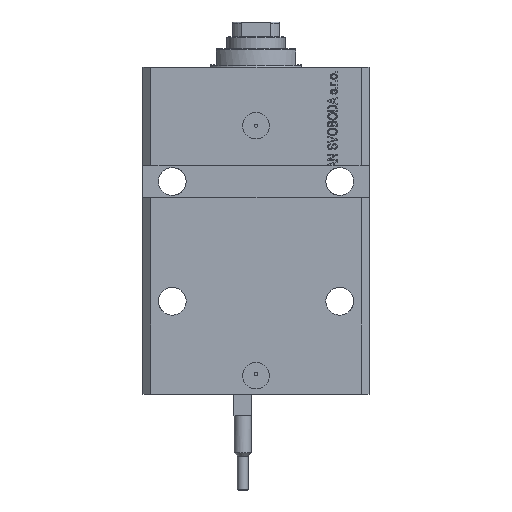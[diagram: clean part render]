
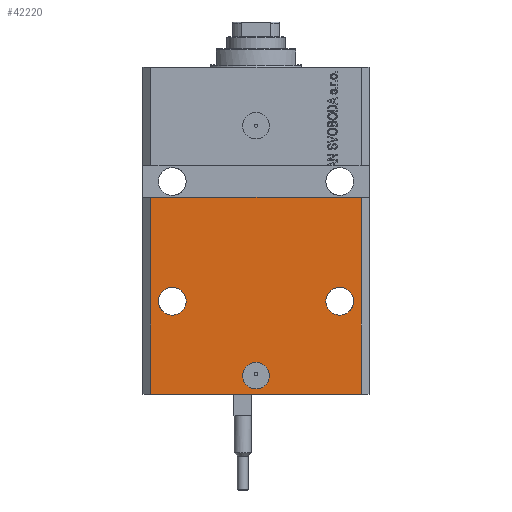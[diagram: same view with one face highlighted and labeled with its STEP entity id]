
A CAD part, front view. The second image highlights one B-rep face of the part: STEP entity #42220.
In plain terms, the highlighted planar face has unit normal (0, -1, 0).
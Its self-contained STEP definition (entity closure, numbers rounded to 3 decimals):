
#1402 = CIRCLE ( 'NONE', #30147, 5.25 ) ;
#1528 = CARTESIAN_POINT ( 'NONE',  ( 0., -31.5, -116. ) ) ;
#1702 = CARTESIAN_POINT ( 'NONE',  ( 26.25, -31.5, -88. ) ) ;
#1718 = PLANE ( 'NONE',  #34003 ) ;
#1763 = CARTESIAN_POINT ( 'NONE',  ( 31.5, -31.5, -88. ) ) ;
#2096 = AXIS2_PLACEMENT_3D ( 'NONE', #23677, #15939, #46926 ) ;
#2542 = CARTESIAN_POINT ( 'NONE',  ( 0., -31.5, -116. ) ) ;
#2660 = VECTOR ( 'NONE', #2716, 1000. ) ;
#2716 = DIRECTION ( 'NONE',  ( 1., 0., 0. ) ) ;
#2786 = DIRECTION ( 'NONE',  ( 1., 0., 0. ) ) ;
#3020 = LINE ( 'NONE', #21516, #16356 ) ;
#4372 = CARTESIAN_POINT ( 'NONE',  ( -39.5, -31.5, -123. ) ) ;
#4531 = CIRCLE ( 'NONE', #11695, 5.25 ) ;
#5286 = DIRECTION ( 'NONE',  ( 1., 0., 0. ) ) ;
#5376 = DIRECTION ( 'NONE',  ( 0., 0., 1. ) ) ;
#5484 = FACE_BOUND ( 'NONE', #6914, .T. ) ;
#5903 = EDGE_CURVE ( 'NONE', #15626, #26924, #18675, .T. ) ;
#5928 = EDGE_LOOP ( 'NONE', ( #17530, #31718, #10163, #13534 ) ) ;
#6020 = DIRECTION ( 'NONE',  ( 0., -1., 0. ) ) ;
#6914 = EDGE_LOOP ( 'NONE', ( #17597, #31700 ) ) ;
#7935 = EDGE_CURVE ( 'NONE', #44932, #41918, #38837, .T. ) ;
#8272 = EDGE_CURVE ( 'NONE', #41918, #12220, #40710, .T. ) ;
#8634 = AXIS2_PLACEMENT_3D ( 'NONE', #1528, #39511, #5286 ) ;
#10163 = ORIENTED_EDGE ( 'NONE', *, *, #11658, .T. ) ;
#11184 = CARTESIAN_POINT ( 'NONE',  ( -31.5, -31.5, -88. ) ) ;
#11658 = EDGE_CURVE ( 'NONE', #44932, #36344, #36759, .T. ) ;
#11695 = AXIS2_PLACEMENT_3D ( 'NONE', #1763, #6020, #28988 ) ;
#12157 = CARTESIAN_POINT ( 'NONE',  ( -39.5, -31.5, -123. ) ) ;
#12220 = VERTEX_POINT ( 'NONE', #15683 ) ;
#13215 = DIRECTION ( 'NONE',  ( 0., 0., -1. ) ) ;
#13482 = CARTESIAN_POINT ( 'NONE',  ( -42.5, -31.5, -49. ) ) ;
#13534 = ORIENTED_EDGE ( 'NONE', *, *, #36149, .T. ) ;
#14403 = EDGE_CURVE ( 'NONE', #14567, #43162, #29898, .T. ) ;
#14567 = VERTEX_POINT ( 'NONE', #48259 ) ;
#14620 = DIRECTION ( 'NONE',  ( 0., -1., 0. ) ) ;
#14762 = AXIS2_PLACEMENT_3D ( 'NONE', #48864, #14620, #45115 ) ;
#15438 = VECTOR ( 'NONE', #5376, 1000. ) ;
#15626 = VERTEX_POINT ( 'NONE', #38520 ) ;
#15683 = CARTESIAN_POINT ( 'NONE',  ( 39.5, -31.5, -49. ) ) ;
#15939 = DIRECTION ( 'NONE',  ( 0., -1., 0. ) ) ;
#16328 = CARTESIAN_POINT ( 'NONE',  ( -36.75, -31.5, -88. ) ) ;
#16356 = VECTOR ( 'NONE', #18509, 1000. ) ;
#17309 = VERTEX_POINT ( 'NONE', #26683 ) ;
#17421 = EDGE_CURVE ( 'NONE', #17309, #40773, #25200, .T. ) ;
#17530 = ORIENTED_EDGE ( 'NONE', *, *, #8272, .F. ) ;
#17597 = ORIENTED_EDGE ( 'NONE', *, *, #17421, .F. ) ;
#18509 = DIRECTION ( 'NONE',  ( 0., 0., 1. ) ) ;
#18675 = CIRCLE ( 'NONE', #29872, 5. ) ;
#20594 = CARTESIAN_POINT ( 'NONE',  ( -39.5, -31.5, -49. ) ) ;
#20663 = EDGE_CURVE ( 'NONE', #40773, #17309, #1402, .T. ) ;
#21265 = EDGE_LOOP ( 'NONE', ( #39086, #25454 ) ) ;
#21516 = CARTESIAN_POINT ( 'NONE',  ( 39.5, -31.5, -123. ) ) ;
#22002 = EDGE_LOOP ( 'NONE', ( #37785, #46528 ) ) ;
#22679 = DIRECTION ( 'NONE',  ( 0., -1., 0. ) ) ;
#23677 = CARTESIAN_POINT ( 'NONE',  ( -31.5, -31.5, -88. ) ) ;
#25023 = DIRECTION ( 'NONE',  ( 1., 0., 0. ) ) ;
#25200 = CIRCLE ( 'NONE', #2096, 5.25 ) ;
#25454 = ORIENTED_EDGE ( 'NONE', *, *, #46082, .F. ) ;
#25678 = FACE_BOUND ( 'NONE', #21265, .T. ) ;
#26683 = CARTESIAN_POINT ( 'NONE',  ( -26.25, -31.5, -88. ) ) ;
#26924 = VERTEX_POINT ( 'NONE', #42678 ) ;
#28588 = CIRCLE ( 'NONE', #8634, 5. ) ;
#28988 = DIRECTION ( 'NONE',  ( 1., 0., 0. ) ) ;
#29872 = AXIS2_PLACEMENT_3D ( 'NONE', #2542, #40533, #2786 ) ;
#29898 = CIRCLE ( 'NONE', #14762, 5.25 ) ;
#30147 = AXIS2_PLACEMENT_3D ( 'NONE', #11184, #22679, #44935 ) ;
#31700 = ORIENTED_EDGE ( 'NONE', *, *, #20663, .F. ) ;
#31718 = ORIENTED_EDGE ( 'NONE', *, *, #7935, .F. ) ;
#32194 = VECTOR ( 'NONE', #25023, 1000. ) ;
#34003 = AXIS2_PLACEMENT_3D ( 'NONE', #47467, #40199, #13215 ) ;
#35951 = FACE_OUTER_BOUND ( 'NONE', #5928, .T. ) ;
#36149 = EDGE_CURVE ( 'NONE', #36344, #12220, #3020, .T. ) ;
#36199 = CARTESIAN_POINT ( 'NONE',  ( 39.5, -31.5, -123. ) ) ;
#36344 = VERTEX_POINT ( 'NONE', #36199 ) ;
#36759 = LINE ( 'NONE', #43794, #32194 ) ;
#36918 = FACE_BOUND ( 'NONE', #22002, .T. ) ;
#37785 = ORIENTED_EDGE ( 'NONE', *, *, #14403, .F. ) ;
#38520 = CARTESIAN_POINT ( 'NONE',  ( 5., -31.5, -116. ) ) ;
#38837 = LINE ( 'NONE', #4372, #15438 ) ;
#39086 = ORIENTED_EDGE ( 'NONE', *, *, #5903, .F. ) ;
#39511 = DIRECTION ( 'NONE',  ( 0., -1., 0. ) ) ;
#40199 = DIRECTION ( 'NONE',  ( 0., -1., 0. ) ) ;
#40533 = DIRECTION ( 'NONE',  ( 0., -1., 0. ) ) ;
#40710 = LINE ( 'NONE', #13482, #2660 ) ;
#40773 = VERTEX_POINT ( 'NONE', #16328 ) ;
#41918 = VERTEX_POINT ( 'NONE', #20594 ) ;
#42220 = ADVANCED_FACE ( 'NONE', ( #25678, #36918, #5484, #35951 ), #1718, .T. ) ;
#42678 = CARTESIAN_POINT ( 'NONE',  ( -5., -31.5, -116. ) ) ;
#42924 = EDGE_CURVE ( 'NONE', #43162, #14567, #4531, .T. ) ;
#43162 = VERTEX_POINT ( 'NONE', #1702 ) ;
#43794 = CARTESIAN_POINT ( 'NONE',  ( -39.5, -31.5, -123. ) ) ;
#44932 = VERTEX_POINT ( 'NONE', #12157 ) ;
#44935 = DIRECTION ( 'NONE',  ( -1., 0., 0. ) ) ;
#45115 = DIRECTION ( 'NONE',  ( 1., 0., 0. ) ) ;
#46082 = EDGE_CURVE ( 'NONE', #26924, #15626, #28588, .T. ) ;
#46528 = ORIENTED_EDGE ( 'NONE', *, *, #42924, .F. ) ;
#46926 = DIRECTION ( 'NONE',  ( -1., 0., 0. ) ) ;
#47467 = CARTESIAN_POINT ( 'NONE',  ( -39.5, -31.5, -123. ) ) ;
#48259 = CARTESIAN_POINT ( 'NONE',  ( 36.75, -31.5, -88. ) ) ;
#48864 = CARTESIAN_POINT ( 'NONE',  ( 31.5, -31.5, -88. ) ) ;
